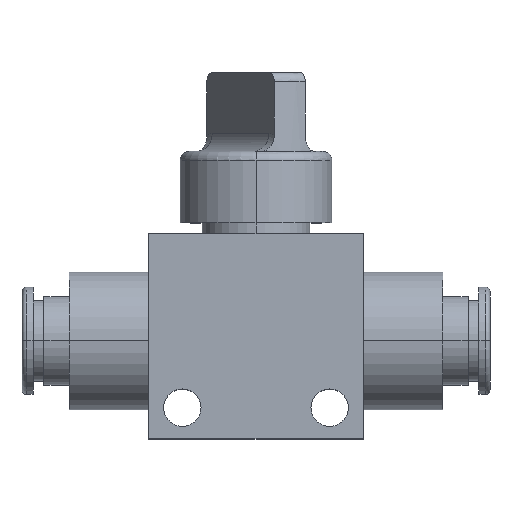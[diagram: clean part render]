
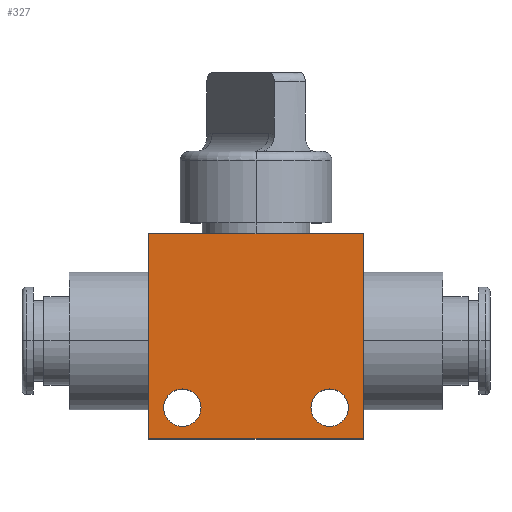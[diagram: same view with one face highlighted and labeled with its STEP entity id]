
A CAD part, top view. The second image highlights one B-rep face of the part: STEP entity #327.
In plain terms, the highlighted planar face has unit normal (0, 0, 1).
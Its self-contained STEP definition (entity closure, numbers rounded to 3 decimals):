
#34 = VERTEX_POINT ( 'NONE', #792 ) ;
#44 = VERTEX_POINT ( 'NONE', #874 ) ;
#64 = EDGE_CURVE ( 'NONE', #68, #44, #742, .T. ) ;
#68 = VERTEX_POINT ( 'NONE', #738 ) ;
#70 = VERTEX_POINT ( 'NONE', #891 ) ;
#72 = EDGE_CURVE ( 'NONE', #34, #70, #886, .T. ) ;
#242 = ORIENTED_EDGE ( 'NONE', *, *, #64, .F. ) ;
#243 = EDGE_CURVE ( 'NONE', #70, #34, #1450, .T. ) ;
#244 = ORIENTED_EDGE ( 'NONE', *, *, #405, .T. ) ;
#246 = ORIENTED_EDGE ( 'NONE', *, *, #397, .T. ) ;
#251 = VERTEX_POINT ( 'NONE', #1380 ) ;
#256 = EDGE_LOOP ( 'NONE', ( #403, #242 ) ) ;
#257 = EDGE_LOOP ( 'NONE', ( #409, #244, #411, #246 ) ) ;
#322 = EDGE_CURVE ( 'NONE', #44, #68, #1527, .T. ) ;
#323 = EDGE_LOOP ( 'NONE', ( #328, #326 ) ) ;
#326 = ORIENTED_EDGE ( 'NONE', *, *, #72, .F. ) ;
#327 = ADVANCED_FACE ( 'NONE', ( #1523, #1518, #1513 ), #1526, .F. ) ;
#328 = ORIENTED_EDGE ( 'NONE', *, *, #243, .F. ) ;
#332 = EDGE_CURVE ( 'NONE', #341, #343, #1474, .T. ) ;
#341 = VERTEX_POINT ( 'NONE', #1544 ) ;
#343 = VERTEX_POINT ( 'NONE', #1586 ) ;
#345 = VERTEX_POINT ( 'NONE', #1589 ) ;
#381 = EDGE_CURVE ( 'NONE', #345, #251, #1834, .T. ) ;
#397 = EDGE_CURVE ( 'NONE', #343, #345, #1806, .T. ) ;
#403 = ORIENTED_EDGE ( 'NONE', *, *, #322, .F. ) ;
#405 = EDGE_CURVE ( 'NONE', #251, #341, #1798, .T. ) ;
#409 = ORIENTED_EDGE ( 'NONE', *, *, #381, .T. ) ;
#411 = ORIENTED_EDGE ( 'NONE', *, *, #332, .T. ) ;
#738 = CARTESIAN_POINT ( 'NONE',  ( 6.15, -7.5, 9. ) ) ;
#739 = CARTESIAN_POINT ( 'NONE',  ( 8.25, -7.5, 9. ) ) ;
#742 = CIRCLE ( 'NONE', #896, 2.1 ) ;
#792 = CARTESIAN_POINT ( 'NONE',  ( -10.35, -7.5, 9. ) ) ;
#825 = DIRECTION ( 'NONE',  ( 1., 0., 0. ) ) ;
#826 = DIRECTION ( 'NONE',  ( 0., 0., 1. ) ) ;
#827 = CARTESIAN_POINT ( 'NONE',  ( -8.25, -7.5, 9. ) ) ;
#828 = AXIS2_PLACEMENT_3D ( 'NONE', #827, #826, #825 ) ;
#874 = CARTESIAN_POINT ( 'NONE',  ( 10.35, -7.5, 9. ) ) ;
#886 = CIRCLE ( 'NONE', #828, 2.1 ) ;
#891 = CARTESIAN_POINT ( 'NONE',  ( -6.15, -7.5, 9. ) ) ;
#894 = DIRECTION ( 'NONE',  ( -1., 0., 0. ) ) ;
#895 = DIRECTION ( 'NONE',  ( 0., 0., 1. ) ) ;
#896 = AXIS2_PLACEMENT_3D ( 'NONE', #739, #895, #894 ) ;
#1380 = CARTESIAN_POINT ( 'NONE',  ( -12., -11., 9. ) ) ;
#1382 = DIRECTION ( 'NONE',  ( 1., 0., 0. ) ) ;
#1383 = DIRECTION ( 'NONE',  ( 0., 0., 1. ) ) ;
#1398 = AXIS2_PLACEMENT_3D ( 'NONE', #1461, #1383, #1382 ) ;
#1450 = CIRCLE ( 'NONE', #1398, 2.1 ) ;
#1461 = CARTESIAN_POINT ( 'NONE',  ( -8.25, -7.5, 9. ) ) ;
#1474 = LINE ( 'NONE', #1602, #1601 ) ;
#1513 = FACE_OUTER_BOUND ( 'NONE', #257, .T. ) ;
#1514 = DIRECTION ( 'NONE',  ( -1., 0., 0. ) ) ;
#1515 = DIRECTION ( 'NONE',  ( 0., 0., 1. ) ) ;
#1516 = AXIS2_PLACEMENT_3D ( 'NONE', #1522, #1515, #1514 ) ;
#1518 = FACE_BOUND ( 'NONE', #323, .T. ) ;
#1522 = CARTESIAN_POINT ( 'NONE',  ( 8.25, -7.5, 9. ) ) ;
#1523 = FACE_BOUND ( 'NONE', #256, .T. ) ;
#1526 = PLANE ( 'NONE',  #1609 ) ;
#1527 = CIRCLE ( 'NONE', #1516, 2.1 ) ;
#1544 = CARTESIAN_POINT ( 'NONE',  ( 12., -11., 9. ) ) ;
#1586 = CARTESIAN_POINT ( 'NONE',  ( 12., 12., 9. ) ) ;
#1589 = CARTESIAN_POINT ( 'NONE',  ( -12., 12., 9. ) ) ;
#1600 = DIRECTION ( 'NONE',  ( 0., 1., 0. ) ) ;
#1601 = VECTOR ( 'NONE', #1600, 1000. ) ;
#1602 = CARTESIAN_POINT ( 'NONE',  ( 12., -11., 9. ) ) ;
#1606 = DIRECTION ( 'NONE',  ( -1., 0., 0. ) ) ;
#1607 = DIRECTION ( 'NONE',  ( 0., 0., -1. ) ) ;
#1608 = CARTESIAN_POINT ( 'NONE',  ( -12., 12., 9. ) ) ;
#1609 = AXIS2_PLACEMENT_3D ( 'NONE', #1608, #1607, #1606 ) ;
#1745 = DIRECTION ( 'NONE',  ( 1., 0., 0. ) ) ;
#1746 = VECTOR ( 'NONE', #1745, 1000. ) ;
#1753 = CARTESIAN_POINT ( 'NONE',  ( -12., -11., 9. ) ) ;
#1797 = CARTESIAN_POINT ( 'NONE',  ( -12., -11., 9. ) ) ;
#1798 = LINE ( 'NONE', #1797, #1746 ) ;
#1800 = DIRECTION ( 'NONE',  ( -1., 0., 0. ) ) ;
#1801 = VECTOR ( 'NONE', #1800, 1000. ) ;
#1802 = CARTESIAN_POINT ( 'NONE',  ( -12., 12., 9. ) ) ;
#1806 = LINE ( 'NONE', #1802, #1801 ) ;
#1832 = DIRECTION ( 'NONE',  ( 0., -1., 0. ) ) ;
#1833 = VECTOR ( 'NONE', #1832, 1000. ) ;
#1834 = LINE ( 'NONE', #1753, #1833 ) ;
